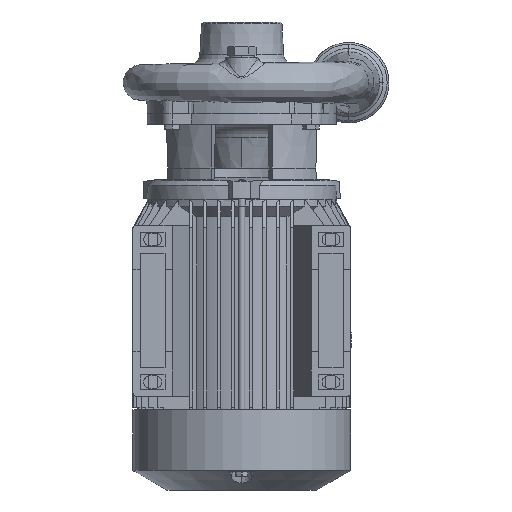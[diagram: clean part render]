
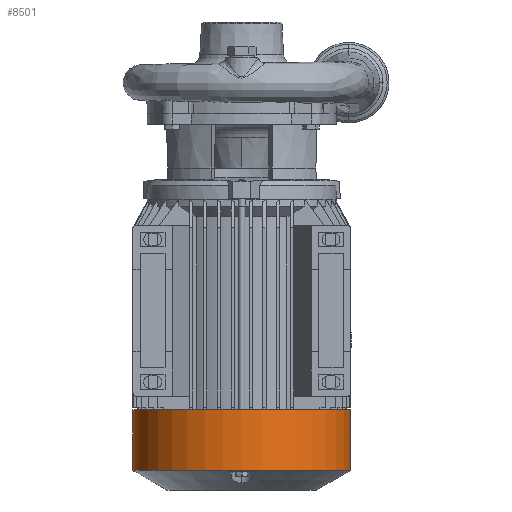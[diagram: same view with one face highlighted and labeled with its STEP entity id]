
A CAD part, front view. The second image highlights one B-rep face of the part: STEP entity #8501.
In plain terms, the highlighted cylindrical face has radius 61 mm (diameter 122 mm), a partial arc.
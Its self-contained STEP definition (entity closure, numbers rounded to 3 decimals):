
#477 = CARTESIAN_POINT ( 'NONE',  ( 61., 0., -217.38 ) ) ;
#889 = CYLINDRICAL_SURFACE ( 'NONE', #44746, 61. ) ;
#1265 = ORIENTED_EDGE ( 'NONE', *, *, #55060, .F. ) ;
#1484 = CIRCLE ( 'NONE', #46330, 61. ) ;
#1629 = CARTESIAN_POINT ( 'NONE',  ( 61., 0., -183.35 ) ) ;
#3947 = VERTEX_POINT ( 'NONE', #1629 ) ;
#5571 = FACE_OUTER_BOUND ( 'NONE', #19467, .T. ) ;
#7118 = EDGE_CURVE ( 'NONE', #42013, #12170, #60674, .T. ) ;
#8501 = ADVANCED_FACE ( 'NONE', ( #5571 ), #889, .T. ) ;
#11568 = DIRECTION ( 'NONE',  ( 1., 0., 0. ) ) ;
#12170 = VERTEX_POINT ( 'NONE', #477 ) ;
#12639 = ORIENTED_EDGE ( 'NONE', *, *, #7118, .T. ) ;
#13344 = CARTESIAN_POINT ( 'NONE',  ( -61., 0., -183.35 ) ) ;
#13533 = DIRECTION ( 'NONE',  ( 1., 0., 0. ) ) ;
#15811 = AXIS2_PLACEMENT_3D ( 'NONE', #43980, #59356, #13533 ) ;
#16009 = CARTESIAN_POINT ( 'NONE',  ( 61., 0., -183.35 ) ) ;
#16588 = CARTESIAN_POINT ( 'NONE',  ( 0., 0., -183.35 ) ) ;
#18380 = VECTOR ( 'NONE', #48483, 1000. ) ;
#19467 = EDGE_LOOP ( 'NONE', ( #1265, #12639, #43452, #21591 ) ) ;
#20793 = CARTESIAN_POINT ( 'NONE',  ( 0., 0., -183.35 ) ) ;
#21591 = ORIENTED_EDGE ( 'NONE', *, *, #29871, .T. ) ;
#28061 = LINE ( 'NONE', #48160, #18380 ) ;
#29871 = EDGE_CURVE ( 'NONE', #3947, #64434, #1484, .T. ) ;
#35566 = VECTOR ( 'NONE', #66194, 1000. ) ;
#36156 = DIRECTION ( 'NONE',  ( 1., 0., 0. ) ) ;
#42013 = VERTEX_POINT ( 'NONE', #44397 ) ;
#43452 = ORIENTED_EDGE ( 'NONE', *, *, #58115, .T. ) ;
#43980 = CARTESIAN_POINT ( 'NONE',  ( 0., 0., -217.38 ) ) ;
#44397 = CARTESIAN_POINT ( 'NONE',  ( -61., 0., -217.38 ) ) ;
#44746 = AXIS2_PLACEMENT_3D ( 'NONE', #16588, #57396, #11568 ) ;
#45545 = DIRECTION ( 'NONE',  ( 0., 0., -1. ) ) ;
#46330 = AXIS2_PLACEMENT_3D ( 'NONE', #20793, #45545, #36156 ) ;
#48160 = CARTESIAN_POINT ( 'NONE',  ( -61., 0., -183.35 ) ) ;
#48483 = DIRECTION ( 'NONE',  ( 0., 0., 1. ) ) ;
#55060 = EDGE_CURVE ( 'NONE', #42013, #64434, #28061, .T. ) ;
#57396 = DIRECTION ( 'NONE',  ( 0., 0., 1. ) ) ;
#58115 = EDGE_CURVE ( 'NONE', #12170, #3947, #60841, .T. ) ;
#59356 = DIRECTION ( 'NONE',  ( 0., 0., 1. ) ) ;
#60674 = CIRCLE ( 'NONE', #15811, 61. ) ;
#60841 = LINE ( 'NONE', #16009, #35566 ) ;
#64434 = VERTEX_POINT ( 'NONE', #13344 ) ;
#66194 = DIRECTION ( 'NONE',  ( 0., 0., 1. ) ) ;
